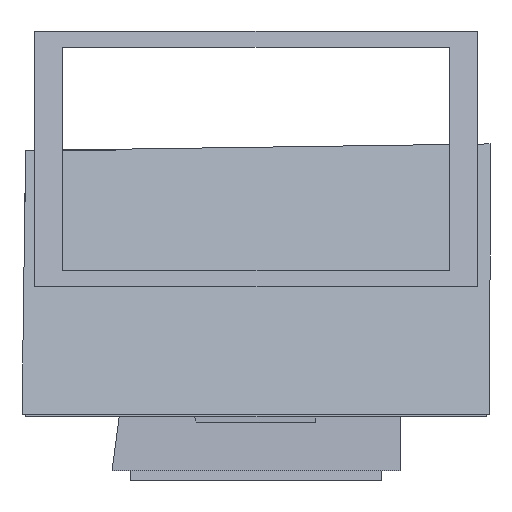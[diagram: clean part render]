
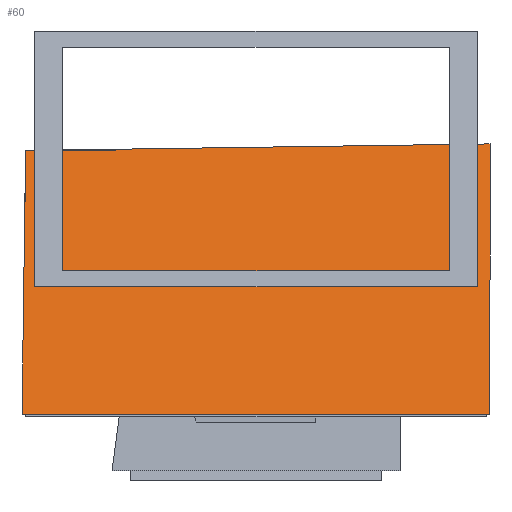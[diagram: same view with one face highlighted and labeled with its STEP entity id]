
A CAD part, isometric view. The second image highlights one B-rep face of the part: STEP entity #60.
In plain terms, the highlighted toroidal (fillet/blend) face has major radius 12.801 mm and minor radius 0.2 mm.
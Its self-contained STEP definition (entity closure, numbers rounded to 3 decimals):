
#60 = ADVANCED_FACE( '', ( #127, #128 ), #129, .T. );
#127 = FACE_OUTER_BOUND( '', #231, .T. );
#128 = FACE_OUTER_BOUND( '', #232, .T. );
#129 = TOROIDAL_SURFACE( '', #233, 12.801, 0.2 );
#231 = EDGE_LOOP( '', ( #312 ) );
#232 = EDGE_LOOP( '', ( #313 ) );
#233 = AXIS2_PLACEMENT_3D( '', #314, #315, #316 );
#312 = ORIENTED_EDGE( '', *, *, #370, .F. );
#313 = ORIENTED_EDGE( '', *, *, #348, .T. );
#314 = CARTESIAN_POINT( '', ( 0., 0., 6.2 ) );
#315 = DIRECTION( '', ( 0., 0., 1. ) );
#316 = DIRECTION( '', ( 1., 0., 0. ) );
#348 = EDGE_CURVE( '', #380, #380, #381, .T. );
#370 = EDGE_CURVE( '', #412, #412, #413, .T. );
#380 = VERTEX_POINT( '', #424 );
#381 = CIRCLE( '', #425, 12.801 );
#412 = VERTEX_POINT( '', #456 );
#413 = CIRCLE( '', #457, 13. );
#424 = CARTESIAN_POINT( '', ( 12.801, 0., 6. ) );
#425 = AXIS2_PLACEMENT_3D( '', #467, #468, #469 );
#456 = CARTESIAN_POINT( '', ( 13., 0., 6.218 ) );
#457 = AXIS2_PLACEMENT_3D( '', #500, #501, #502 );
#467 = CARTESIAN_POINT( '', ( 0., 0., 6. ) );
#468 = DIRECTION( '', ( 0., 0., 1. ) );
#469 = DIRECTION( '', ( 1., 0., 0. ) );
#500 = CARTESIAN_POINT( '', ( 0., 0., 6.218 ) );
#501 = DIRECTION( '', ( 0., 0., 1. ) );
#502 = DIRECTION( '', ( 1., 0., 0. ) );
